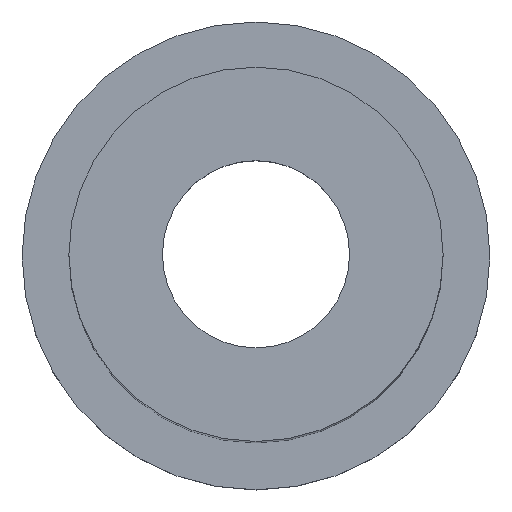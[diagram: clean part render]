
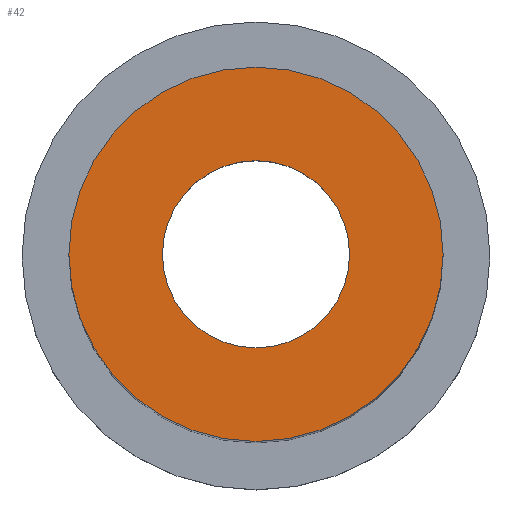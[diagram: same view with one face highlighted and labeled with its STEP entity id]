
A CAD part, top view. The second image highlights one B-rep face of the part: STEP entity #42.
In plain terms, the highlighted planar face has unit normal (0, 0, 1).
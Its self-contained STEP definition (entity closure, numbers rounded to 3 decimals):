
#35=PLANE('',#176);
#42=ADVANCED_FACE('',(#62,#63),#35,.T.);
#62=FACE_BOUND('',#82,.T.);
#63=FACE_BOUND('',#83,.T.);
#82=EDGE_LOOP('',(#102));
#83=EDGE_LOOP('',(#103));
#102=ORIENTED_EDGE('',*,*,#128,.T.);
#103=ORIENTED_EDGE('',*,*,#127,.F.);
#117=VERTEX_POINT('',#251);
#118=VERTEX_POINT('',#254);
#127=EDGE_CURVE('',#117,#117,#137,.T.);
#128=EDGE_CURVE('',#118,#118,#138,.T.);
#137=CIRCLE('',#173,10.);
#138=CIRCLE('',#175,5.);
#173=AXIS2_PLACEMENT_3D('',#250,#210,#211);
#175=AXIS2_PLACEMENT_3D('',#253,#214,#215);
#176=AXIS2_PLACEMENT_3D('',#255,#216,#217);
#210=DIRECTION('',(0.,0.,-1.));
#211=DIRECTION('',(0.,1.,0.));
#214=DIRECTION('',(0.,0.,-1.));
#215=DIRECTION('',(0.,1.,0.));
#216=DIRECTION('',(0.,0.,1.));
#217=DIRECTION('',(0.,1.,0.));
#250=CARTESIAN_POINT('',(0.,0.,50.));
#251=CARTESIAN_POINT('',(0.,10.,50.));
#253=CARTESIAN_POINT('',(0.,0.,50.));
#254=CARTESIAN_POINT('',(0.,5.,50.));
#255=CARTESIAN_POINT('',(0.,10.,50.));
